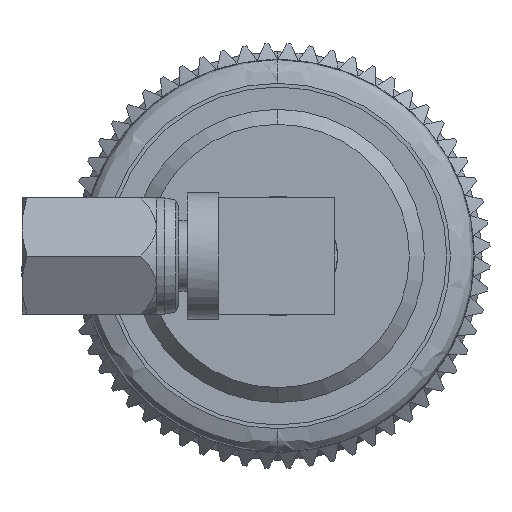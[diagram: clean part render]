
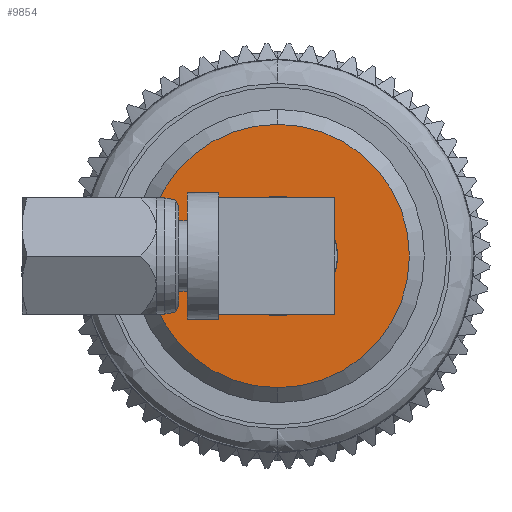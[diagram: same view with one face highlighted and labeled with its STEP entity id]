
A CAD part, left-side view. The second image highlights one B-rep face of the part: STEP entity #9854.
In plain terms, the highlighted face is planar.
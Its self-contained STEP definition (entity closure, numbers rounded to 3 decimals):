
#1665 = CIRCLE ( 'NONE', #2419, 4.487 ) ;
#1774 = DIRECTION ( 'NONE',  ( -1., 0., 0. ) ) ;
#1956 = EDGE_CURVE ( 'NONE', #14286, #7015, #1665, .T. ) ;
#2386 = CARTESIAN_POINT ( 'NONE',  ( 24.226, 0., 4.487 ) ) ;
#2419 = AXIS2_PLACEMENT_3D ( 'NONE', #12156, #13622, #6811 ) ;
#4402 = PLANE ( 'NONE',  #5542 ) ;
#5114 = CIRCLE ( 'NONE', #10613, 4.487 ) ;
#5542 = AXIS2_PLACEMENT_3D ( 'NONE', #6055, #1774, #12877 ) ;
#6055 = CARTESIAN_POINT ( 'NONE',  ( 24.226, -7.232, -7.627 ) ) ;
#6811 = DIRECTION ( 'NONE',  ( 0., 0., 1. ) ) ;
#7015 = VERTEX_POINT ( 'NONE', #2386 ) ;
#9854 = ADVANCED_FACE ( 'NONE', ( #14917 ), #4402, .F. ) ;
#10613 = AXIS2_PLACEMENT_3D ( 'NONE', #10705, #10639, #16179 ) ;
#10639 = DIRECTION ( 'NONE',  ( 1., 0., 0. ) ) ;
#10705 = CARTESIAN_POINT ( 'NONE',  ( 24.226, 0., 0. ) ) ;
#11811 = EDGE_CURVE ( 'NONE', #7015, #14286, #5114, .T. ) ;
#12046 = ORIENTED_EDGE ( 'NONE', *, *, #1956, .T. ) ;
#12156 = CARTESIAN_POINT ( 'NONE',  ( 24.226, 0., 0. ) ) ;
#12877 = DIRECTION ( 'NONE',  ( 0., 0., 1. ) ) ;
#13622 = DIRECTION ( 'NONE',  ( 1., 0., 0. ) ) ;
#14286 = VERTEX_POINT ( 'NONE', #17106 ) ;
#14917 = FACE_OUTER_BOUND ( 'NONE', #15542, .T. ) ;
#15542 = EDGE_LOOP ( 'NONE', ( #17158, #12046 ) ) ;
#16179 = DIRECTION ( 'NONE',  ( 0., 0., 1. ) ) ;
#17106 = CARTESIAN_POINT ( 'NONE',  ( 24.226, 0., -4.487 ) ) ;
#17158 = ORIENTED_EDGE ( 'NONE', *, *, #11811, .T. ) ;
